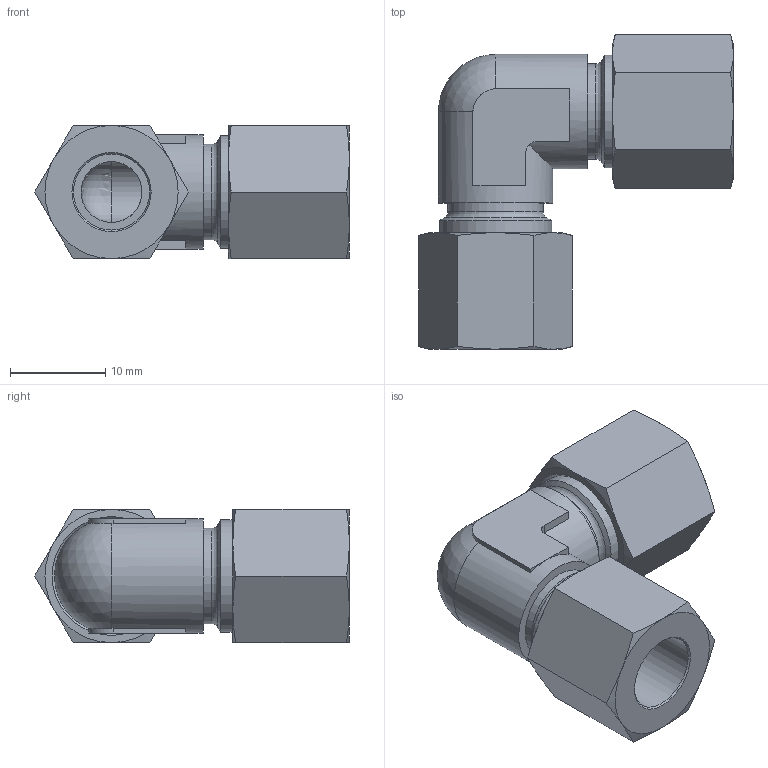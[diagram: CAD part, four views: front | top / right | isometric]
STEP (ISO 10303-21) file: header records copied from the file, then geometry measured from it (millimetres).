
FILE_DESCRIPTION(( 'OX.17.08.00.stp' ), '1');
FILE_NAME( 'OX.17.08.00.stp', '2021-03-02T09:20:12',( 'Sopra'),('sopra-pneumatic.com'), 'SwSTEP 2.0','SolidWorks 2009','' );
FILE_SCHEMA( ( 'CONFIG_CONTROL_DESIGN' ) );
Length unit declared in the file: millimetre
Products named in the file (1): _WV-08LL 708.2000.080.10
Bounding box: 33.08 x 33.08 x 14 mm (x, y, z)
Volume: 4879.5 mm3; surface area: 3764.2 mm2
Topology: 1 solids, 1 shells, 86 faces, 196 edges, 116 vertices
Faces by surface type: plane 38, cone 30, cylinder 14, sphere 2, torus 2
Full cylindrical faces by diameter (mm): 6.4 x2, 8 x2, 10.021 x2, 11.789 x2, 12 x2
Entity records: 2404 total; most frequent: CARTESIAN_POINT 593, DIRECTION 354, ORIENTED_EDGE 348, EDGE_CURVE 174, AXIS2_PLACEMENT_3D 151, VERTEX_POINT 114, EDGE_LOOP 112, FACE_OUTER_BOUND 98
